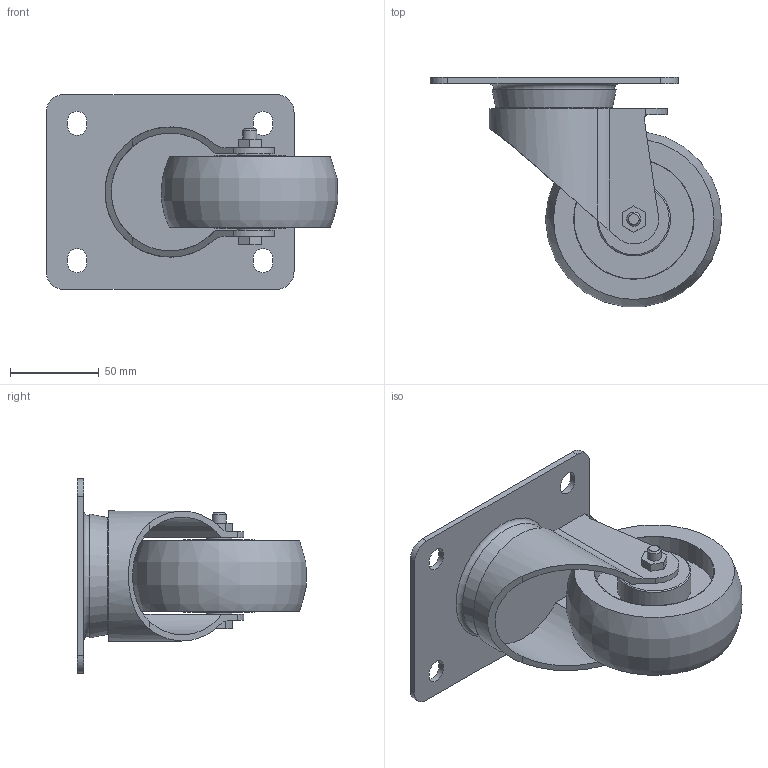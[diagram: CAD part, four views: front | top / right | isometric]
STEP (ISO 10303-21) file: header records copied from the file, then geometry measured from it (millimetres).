
FILE_DESCRIPTION(/* description */ ('STEP AP203'),/* implementation_level */ '2;1');
FILE_NAME(/* name */ 'K1788.1010004030',/* time_stamp */ '2025-06-24T16:02:01+02:00',/* author */ ('License CC BY-ND 4.0'),/* organization */ ('CADENAS'),/* preprocessor_version */ 'ST-DEVELOPER v19.3',/* originating_system */ 'PARTsolutions',/* authorisation */ ' ');
FILE_SCHEMA (('CONFIG_CONTROL_DESIGN'));
Length unit declared in the file: millimetre
Products named in the file (1): K1788.1010004030
Bounding box: 164.71 x 129.34 x 110 mm (x, y, z)
Volume: 397481 mm3; surface area: 93186.5 mm2
Topology: 1 solids, 1 shells, 97 faces, 244 edges, 161 vertices
Faces by surface type: plane 53, cylinder 35, cone 6, torus 3
Full cylindrical faces by diameter (mm): 8 x1, 15 x2, 41.5 x2, 67.5 x2, 73.5 x1
Entity records: 2876 total; most frequent: CARTESIAN_POINT 508, DIRECTION 500, ORIENTED_EDGE 446, EDGE_CURVE 223, AXIS2_PLACEMENT_3D 181, VERTEX_POINT 157, LINE 138, VECTOR 138
